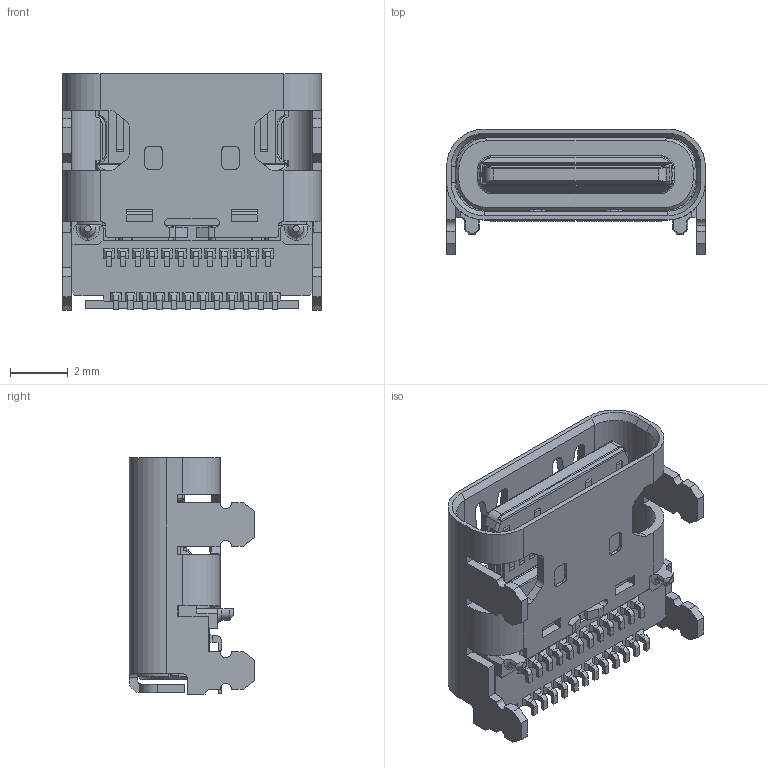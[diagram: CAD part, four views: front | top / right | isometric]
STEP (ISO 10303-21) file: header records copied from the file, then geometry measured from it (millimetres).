
FILE_DESCRIPTION (( 'STEP AP203' ), '1' );
FILE_NAME ('K3D-DX07S024JA2-V1_JAE_Proprietary.STEP', '2019-12-24T07:08:33', ( '' ), ( '' ), 'SwSTEP 2.0', 'SolidWorks 2018', '' );
FILE_SCHEMA (( 'CONFIG_CONTROL_DESIGN' ));
Length unit declared in the file: millimetre
Products named in the file (1): K3D-DX07S024JA2-V1_JAE_Proprietary
Bounding box: 8.94 x 4.34 x 8.17 mm (x, y, z)
Volume: 126.1 mm3; surface area: 449 mm2
Topology: 1 solids, 1 shells, 926 faces, 2598 edges, 1657 vertices
Faces by surface type: plane 605, cylinder 227, torus 36, bspline 28, cone 22, sphere 8
Entity records: 30113 total; most frequent: CARTESIAN_POINT 6092, ORIENTED_EDGE 5164, DIRECTION 4854, EDGE_CURVE 2582, VECTOR 1936, LINE 1936, VERTEX_POINT 1657, AXIS2_PLACEMENT_3D 1459
